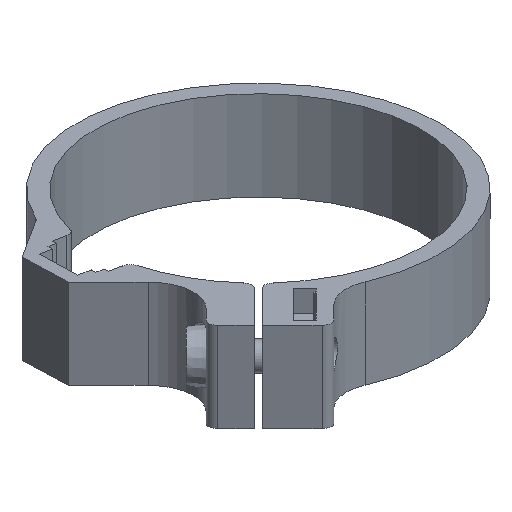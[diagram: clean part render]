
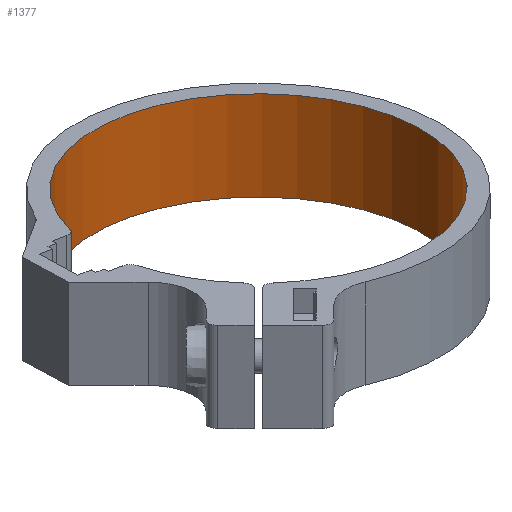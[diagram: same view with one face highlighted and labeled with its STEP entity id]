
A CAD part, left-side view. The second image highlights one B-rep face of the part: STEP entity #1377.
In plain terms, the highlighted cylindrical face has radius 18 mm (diameter 36 mm), a partial arc.
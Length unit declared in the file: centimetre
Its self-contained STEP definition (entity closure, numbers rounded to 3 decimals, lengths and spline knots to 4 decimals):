
#26=CYLINDRICAL_SURFACE($,#1482,1.8);
#80=CIRCLE($,#1472,1.8);
#89=CIRCLE($,#1483,1.8);
#132=FACE_OUTER_BOUND($,#209,.T.);
#209=EDGE_LOOP($,(#1014,#1015,#1016,#1017));
#338=LINE($,#2152,#476);
#339=LINE($,#2156,#477);
#476=VECTOR($,#1744,1.);
#477=VECTOR($,#1749,1.);
#599=VERTEX_POINT($,#2097);
#600=VERTEX_POINT($,#2099);
#624=VERTEX_POINT($,#2150);
#625=VERTEX_POINT($,#2154);
#749=EDGE_CURVE($,#600,#599,#80,.T.);
#776=EDGE_CURVE($,#624,#599,#338,.T.);
#777=EDGE_CURVE($,#624,#625,#89,.T.);
#778=EDGE_CURVE($,#600,#625,#339,.T.);
#1014=ORIENTED_EDGE($,*,*,#776,.F.);
#1015=ORIENTED_EDGE($,*,*,#777,.T.);
#1016=ORIENTED_EDGE($,*,*,#778,.F.);
#1017=ORIENTED_EDGE($,*,*,#749,.T.);
#1377=ADVANCED_FACE($,(#132),#26,.F.);
#1472=AXIS2_PLACEMENT_3D($,#2100,#1706,#1707);
#1482=AXIS2_PLACEMENT_3D($,#2153,#1745,#1746);
#1483=AXIS2_PLACEMENT_3D($,#2155,#1747,#1748);
#1706=DIRECTION('center_axis',(0.454,0.,
-0.891));
#1707=DIRECTION('ref_axis',(-0.891,-0.019,-0.454));
#1744=DIRECTION($,(0.454,0.,-0.891));
#1745=DIRECTION('center_axis',(0.454,0.,
-0.891));
#1746=DIRECTION('ref_axis',(-0.891,-0.019,-0.454));
#1747=DIRECTION('center_axis',(-0.454,0.,
0.891));
#1748=DIRECTION('ref_axis',(-0.891,-0.019,-0.454));
#1749=DIRECTION($,(-0.454,0.,0.891));
#2097=CARTESIAN_POINT('',(-1.5355,-0.2508,0.0444));
#2099=CARTESIAN_POINT('',(-0.6266,1.5014,0.5072));
#2100=CARTESIAN_POINT('Origin',(0.0645,-0.1229,0.8592));
#2150=CARTESIAN_POINT('',(-1.9893,-0.2508,0.9355));
#2152=CARTESIAN_POINT($,(-1.9893,-0.2508,0.9355));
#2153=CARTESIAN_POINT('Origin',(-0.3894,-0.1229,1.7503));
#2154=CARTESIAN_POINT('',(-1.0805,1.5014,1.3983));
#2155=CARTESIAN_POINT('Origin',(-0.3894,-0.1229,1.7503));
#2156=CARTESIAN_POINT($,(-1.0805,1.5014,1.3983));
